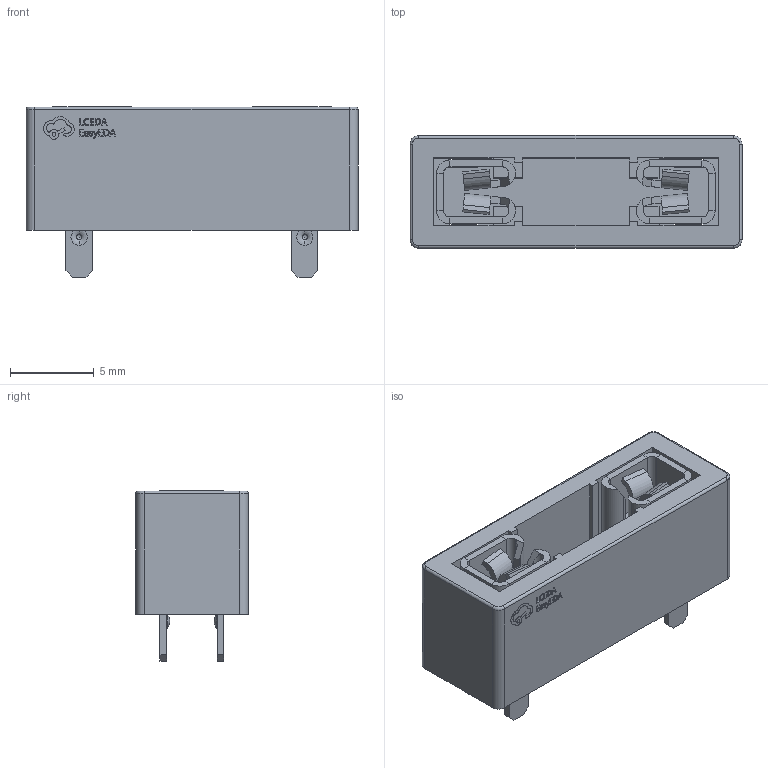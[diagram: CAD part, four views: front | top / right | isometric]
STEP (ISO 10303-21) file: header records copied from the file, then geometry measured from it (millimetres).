
FILE_DESCRIPTION (( 'STEP AP214' ), '1' );
FILE_NAME ('FUSE-TH_4P-L19.8-W6.7_3557-2.STEP', '2022-10-05T12:42:19', ( '' ), ( '' ), 'SwSTEP 2.0', 'SolidWorks 2020', '' );
FILE_SCHEMA (( 'AUTOMOTIVE_DESIGN' ));
Length unit declared in the file: millimetre
Products named in the file (1): FUSE-TH_4P-L19.8-W6.7_3557-2
Bounding box: 19.81 x 6.74 x 10.16 mm (x, y, z)
Volume: 639.8 mm3; surface area: 1442.8 mm2
Topology: 3 solids, 3 shells, 501 faces, 1335 edges, 858 vertices
Faces by surface type: plane 333, bspline 98, cylinder 42, torus 20, sphere 8
Entity records: 21264 total; most frequent: CARTESIAN_POINT 3985, ORIENTED_EDGE 2622, DIRECTION 2047, EDGE_CURVE 1311, VECTOR 967, LINE 967, VERTEX_POINT 842, AXIS2_PLACEMENT_3D 540
